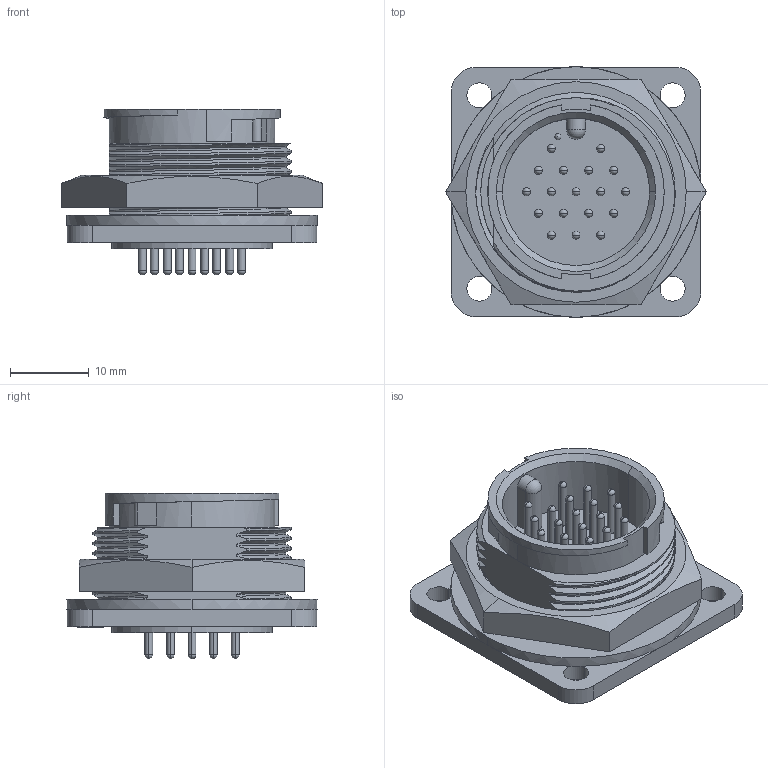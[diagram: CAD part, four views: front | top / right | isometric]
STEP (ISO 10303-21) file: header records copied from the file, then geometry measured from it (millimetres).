
FILE_DESCRIPTION (( 'STEP AP203' ), '1' );
FILE_NAME ('14281-18PG-300.STEP', '2012-11-20T14:57:22', ( '21FPBF1' ), ( 'Conxall' ), 'SwSTEP 2.0', 'SolidWorks 2012', '' );
FILE_SCHEMA (( 'CONFIG_CONTROL_DESIGN' ));
Length unit declared in the file: inch
Products named in the file (1): 14281-18PG-300
Bounding box: 33 x 31.75 x 20.98 mm (x, y, z)
Volume: 7494 mm3; surface area: 6375.1 mm2
Topology: 2 solids, 2 shells, 359 faces, 851 edges, 536 vertices
Faces by surface type: cylinder 134, plane 113, torus 72, bspline 33, cone 4, sphere 3
Entity records: 16501 total; most frequent: CARTESIAN_POINT 8309, DIRECTION 1739, ORIENTED_EDGE 1686, EDGE_CURVE 843, AXIS2_PLACEMENT_3D 718, VERTEX_POINT 531, EDGE_LOOP 412, CIRCLE 391
